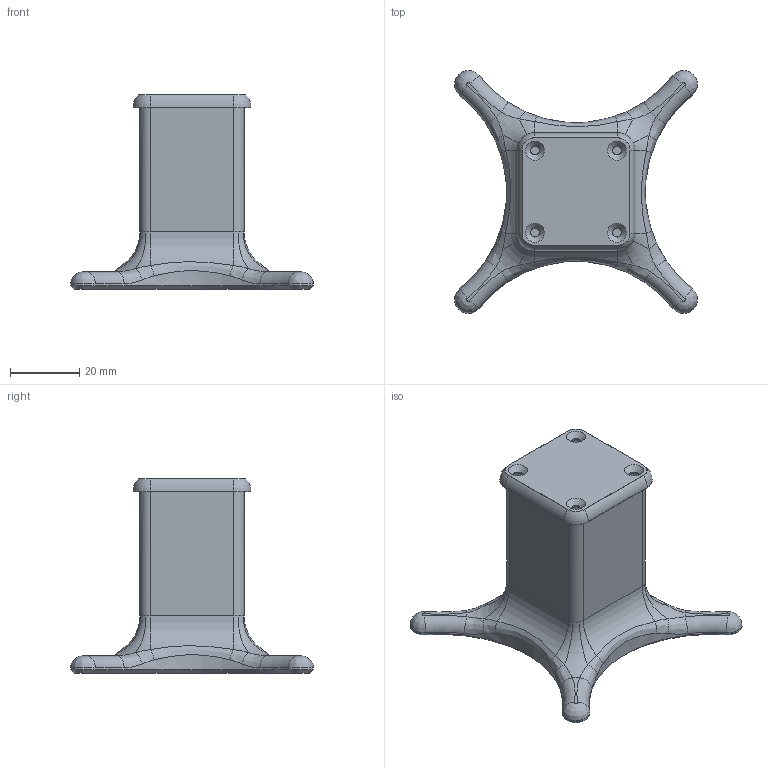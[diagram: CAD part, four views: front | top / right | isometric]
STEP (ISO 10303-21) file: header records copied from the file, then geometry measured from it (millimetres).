
FILE_DESCRIPTION(/* description */ (''),/* implementation_level */ '2;1');
FILE_NAME(/* name */ 'esp32 i2s microphone.step',/* time_stamp */ '2025-09-30T22:43:02+10:00',/* author */ (''),/* organization */ (''),/* preprocessor_version */ 'ST-DEVELOPER v20.1',/* originating_system */ 'Autodesk Translation Framework v14.17.0.0',/* authorisation */ '');
FILE_SCHEMA (('AUTOMOTIVE_DESIGN { 1 0 10303 214 3 1 1 }'));
Length unit declared in the file: millimetre
Products named in the file (3): 2025-09-30-22-43-02-290; 2025-09-30-22-43-02-288; 2025-09-30-22-43-02-287
Assembly tree (2 placements, depth 2):
  2025-09-30-22-43-02-290
    2025-09-30-22-43-02-288
    2025-09-30-22-43-02-287
Bounding box: 69.99 x 69.99 x 56 mm (x, y, z)
Volume: 45892.8 mm3; surface area: 18637.4 mm2
Topology: 2 solids, 3 shells, 258 faces, 633 edges, 390 vertices
Faces by surface type: plane 95, cylinder 82, bspline 32, torus 25, cone 20, sphere 4
Full cylindrical faces by diameter (mm): 2.5 x4, 3.5 x6, 8.25 x1
Entity records: 8608 total; most frequent: CARTESIAN_POINT 2432, DIRECTION 1301, ORIENTED_EDGE 1266, EDGE_CURVE 633, AXIS2_PLACEMENT_3D 496, VERTEX_POINT 390, LINE 309, VECTOR 309
